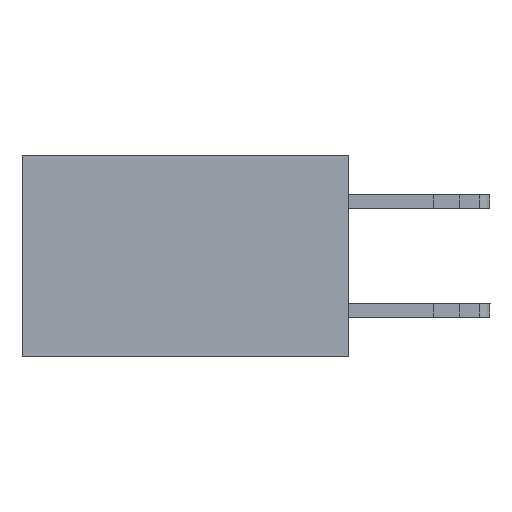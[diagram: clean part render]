
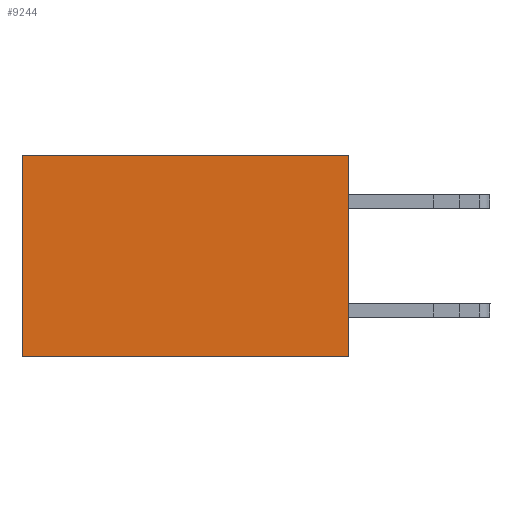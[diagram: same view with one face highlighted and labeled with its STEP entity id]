
A CAD part, left-side view. The second image highlights one B-rep face of the part: STEP entity #9244.
In plain terms, the highlighted planar face has unit normal (-1, 0, 0).
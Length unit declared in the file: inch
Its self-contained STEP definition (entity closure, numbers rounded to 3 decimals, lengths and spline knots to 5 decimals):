
#257 = AXIS2_PLACEMENT_3D ( 'NONE', #13238, #1315, #2527 ) ;
#313 = LINE ( 'NONE', #9902, #11252 ) ;
#500 = VERTEX_POINT ( 'NONE', #10605 ) ;
#852 = CARTESIAN_POINT ( 'NONE',  ( 0.298, 0., 0. ) ) ;
#1026 = VERTEX_POINT ( 'NONE', #9445 ) ;
#1044 = DIRECTION ( 'NONE',  ( 0., 0., -1. ) ) ;
#1315 = DIRECTION ( 'NONE',  ( 1., 0., 0. ) ) ;
#1624 = EDGE_CURVE ( 'NONE', #1781, #500, #4351, .T. ) ;
#1781 = VERTEX_POINT ( 'NONE', #13410 ) ;
#1845 = CARTESIAN_POINT ( 'NONE',  ( 0.298, 0.6, 0. ) ) ;
#2527 = DIRECTION ( 'NONE',  ( 0., 0., -1. ) ) ;
#2938 = ORIENTED_EDGE ( 'NONE', *, *, #1624, .F. ) ;
#3488 = DIRECTION ( 'NONE',  ( 0., 1., 0. ) ) ;
#4351 = LINE ( 'NONE', #11207, #4864 ) ;
#4610 = PLANE ( 'NONE',  #257 ) ;
#4862 = FACE_OUTER_BOUND ( 'NONE', #13002, .T. ) ;
#4864 = VECTOR ( 'NONE', #3488, 39.37008 ) ;
#7166 = LINE ( 'NONE', #10189, #11298 ) ;
#7249 = EDGE_CURVE ( 'NONE', #1026, #7589, #7166, .T. ) ;
#7589 = VERTEX_POINT ( 'NONE', #1845 ) ;
#8156 = VECTOR ( 'NONE', #1044, 39.37008 ) ;
#8919 = EDGE_CURVE ( 'NONE', #1026, #1781, #12093, .T. ) ;
#9214 = ORIENTED_EDGE ( 'NONE', *, *, #8919, .F. ) ;
#9244 = ADVANCED_FACE ( 'NONE', ( #4862 ), #4610, .F. ) ;
#9445 = CARTESIAN_POINT ( 'NONE',  ( 0.298, 0., 0. ) ) ;
#9902 = CARTESIAN_POINT ( 'NONE',  ( 0.298, 0.6, 0. ) ) ;
#10189 = CARTESIAN_POINT ( 'NONE',  ( 0.298, 0., 0. ) ) ;
#10605 = CARTESIAN_POINT ( 'NONE',  ( 0.298, 0.6, -0.37 ) ) ;
#11207 = CARTESIAN_POINT ( 'NONE',  ( 0.298, 0., -0.37 ) ) ;
#11252 = VECTOR ( 'NONE', #14095, 39.37008 ) ;
#11298 = VECTOR ( 'NONE', #11297, 39.37008 ) ;
#11297 = DIRECTION ( 'NONE',  ( 0., 1., 0. ) ) ;
#12093 = LINE ( 'NONE', #852, #8156 ) ;
#13002 = EDGE_LOOP ( 'NONE', ( #13526, #2938, #9214, #13971 ) ) ;
#13238 = CARTESIAN_POINT ( 'NONE',  ( 0.298, 0., 0. ) ) ;
#13334 = EDGE_CURVE ( 'NONE', #7589, #500, #313, .T. ) ;
#13410 = CARTESIAN_POINT ( 'NONE',  ( 0.298, 0., -0.37 ) ) ;
#13526 = ORIENTED_EDGE ( 'NONE', *, *, #13334, .T. ) ;
#13971 = ORIENTED_EDGE ( 'NONE', *, *, #7249, .T. ) ;
#14095 = DIRECTION ( 'NONE',  ( 0., 0., -1. ) ) ;
